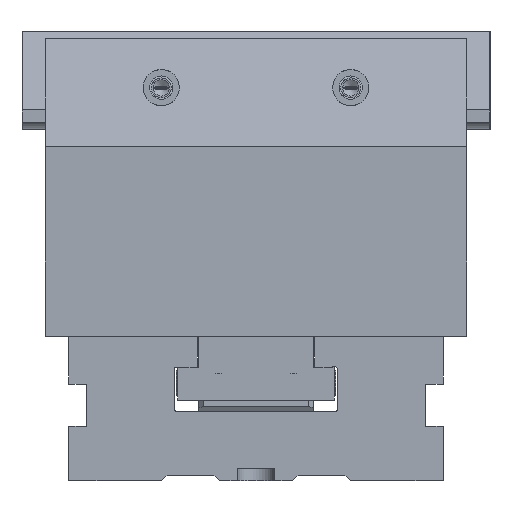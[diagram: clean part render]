
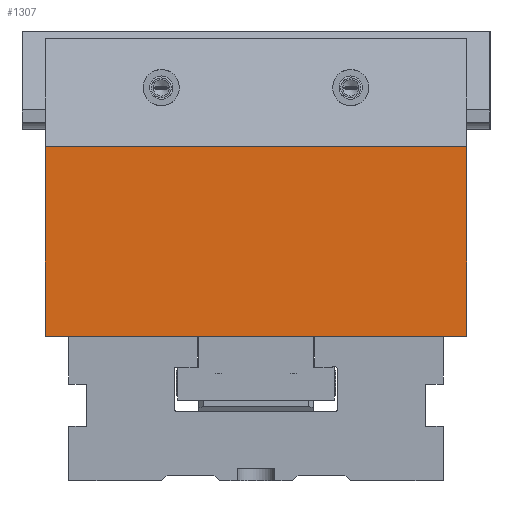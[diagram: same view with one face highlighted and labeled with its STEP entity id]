
A CAD part, left-side view. The second image highlights one B-rep face of the part: STEP entity #1307.
In plain terms, the highlighted planar face has unit normal (-1, 0, 0).
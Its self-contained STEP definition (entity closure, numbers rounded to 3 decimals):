
#881=PLANE('',#12602);
#1307=ADVANCED_FACE('',(#2202),#881,.T.);
#2202=FACE_OUTER_BOUND('',#2691,.T.);
#2691=EDGE_LOOP('',(#4056,#4057,#4058,#4059));
#4056=ORIENTED_EDGE('',*,*,#8631,.F.);
#4057=ORIENTED_EDGE('',*,*,#8632,.F.);
#4058=ORIENTED_EDGE('',*,*,#8633,.T.);
#4059=ORIENTED_EDGE('',*,*,#8628,.T.);
#7401=VERTEX_POINT('',#17203);
#7402=VERTEX_POINT('',#17205);
#7404=VERTEX_POINT('',#17211);
#7405=VERTEX_POINT('',#17213);
#8628=EDGE_CURVE('',#7402,#7401,#10299,.T.);
#8631=EDGE_CURVE('',#7404,#7401,#10301,.T.);
#8632=EDGE_CURVE('',#7405,#7404,#10302,.T.);
#8633=EDGE_CURVE('',#7405,#7402,#10303,.T.);
#10299=LINE('',#17204,#11456);
#10301=LINE('',#17210,#11458);
#10302=LINE('',#17212,#11459);
#10303=LINE('',#17214,#11460);
#11456=VECTOR('',#13777,1.);
#11458=VECTOR('',#13783,1.);
#11459=VECTOR('',#13784,1.);
#11460=VECTOR('',#13785,1.);
#12602=AXIS2_PLACEMENT_3D('',#17215,#13786,#13787);
#13777=DIRECTION('',(0.,0.,1.));
#13783=DIRECTION('',(0.,-1.,0.));
#13784=DIRECTION('',(0.,0.,1.));
#13785=DIRECTION('',(0.,-1.,0.));
#13786=DIRECTION('',(-1.,0.,0.));
#13787=DIRECTION('',(0.,0.,1.));
#17203=CARTESIAN_POINT('',(140.,-10.,142.58));
#17204=CARTESIAN_POINT('',(140.,-10.,125.4));
#17205=CARTESIAN_POINT('',(140.,-10.,61.4));
#17210=CARTESIAN_POINT('',(140.,80.,142.58));
#17211=CARTESIAN_POINT('',(140.,170.,142.58));
#17212=CARTESIAN_POINT('',(140.,170.,125.4));
#17213=CARTESIAN_POINT('',(140.,170.,61.4));
#17214=CARTESIAN_POINT('',(140.,80.,61.4));
#17215=CARTESIAN_POINT('',(140.,80.,125.4));
